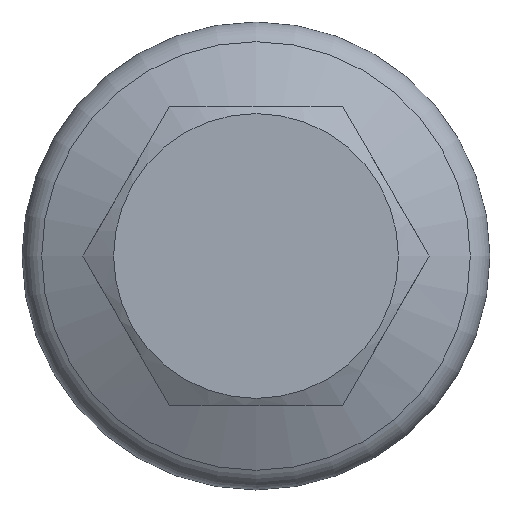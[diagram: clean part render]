
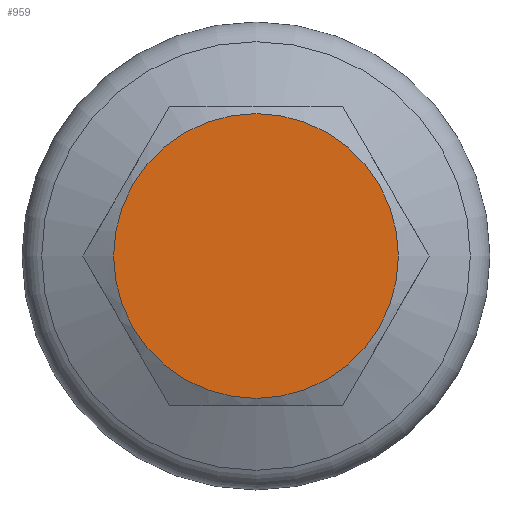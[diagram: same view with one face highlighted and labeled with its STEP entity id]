
A CAD part, front view. The second image highlights one B-rep face of the part: STEP entity #959.
In plain terms, the highlighted planar face has unit normal (0, -1, 0).
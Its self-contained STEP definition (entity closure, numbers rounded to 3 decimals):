
#181 = CONICAL_SURFACE('',#182,11.05,1.047);
#182 = AXIS2_PLACEMENT_3D('',#183,#184,#185);
#183 = CARTESIAN_POINT('',(-6.083,-254.56,
    211.459));
#184 = DIRECTION('',(0.,1.,0.));
#185 = DIRECTION('',(-1.,0.,0.));
#278 = VERTEX_POINT('',#279);
#279 = CARTESIAN_POINT('',(-16.058,-255.18,
    211.459));
#299 = EDGE_CURVE('',#278,#278,#300,.T.);
#300 = SURFACE_CURVE('',#301,(#306,#313),.PCURVE_S1.);
#301 = CIRCLE('',#302,9.975);
#302 = AXIS2_PLACEMENT_3D('',#303,#304,#305);
#303 = CARTESIAN_POINT('',(-6.083,-255.18,
    211.459));
#304 = DIRECTION('',(0.,-1.,0.));
#305 = DIRECTION('',(-1.,0.,0.));
#306 = PCURVE('',#181,#307);
#307 = DEFINITIONAL_REPRESENTATION('',(#308),#312);
#308 = LINE('',#309,#310);
#309 = CARTESIAN_POINT('',(6.283,-0.62));
#310 = VECTOR('',#311,1.);
#311 = DIRECTION('',(-1.,0.));
#312 = ( GEOMETRIC_REPRESENTATION_CONTEXT(2) 
PARAMETRIC_REPRESENTATION_CONTEXT() REPRESENTATION_CONTEXT('2D SPACE',''
  ) );
#313 = PCURVE('',#314,#319);
#314 = PLANE('',#315);
#315 = AXIS2_PLACEMENT_3D('',#316,#317,#318);
#316 = CARTESIAN_POINT('',(-6.083,-255.18,
    211.459));
#317 = DIRECTION('',(0.,1.,0.));
#318 = DIRECTION('',(0.,0.,-1.));
#319 = DEFINITIONAL_REPRESENTATION('',(#320),#328);
#320 = ( BOUNDED_CURVE() B_SPLINE_CURVE(2,(#321,#322,#323,#324,#325,#326
,#327),.UNSPECIFIED.,.T.,.F.) B_SPLINE_CURVE_WITH_KNOTS((1,2,2,2,2,1),(
    -2.094,0.,2.094,4.189,6.283,
8.378),.UNSPECIFIED.) CURVE() GEOMETRIC_REPRESENTATION_ITEM() 
RATIONAL_B_SPLINE_CURVE((1.,0.5,1.,0.5,1.,0.5,1.)) REPRESENTATION_ITEM(
  '') );
#321 = CARTESIAN_POINT('',(0.,9.975));
#322 = CARTESIAN_POINT('',(17.277,9.975));
#323 = CARTESIAN_POINT('',(8.639,-4.988));
#324 = CARTESIAN_POINT('',(0.,-19.95));
#325 = CARTESIAN_POINT('',(-8.639,-4.988));
#326 = CARTESIAN_POINT('',(-17.277,9.975));
#327 = CARTESIAN_POINT('',(0.,9.975));
#328 = ( GEOMETRIC_REPRESENTATION_CONTEXT(2) 
PARAMETRIC_REPRESENTATION_CONTEXT() REPRESENTATION_CONTEXT('2D SPACE',''
  ) );
#959 = ADVANCED_FACE('',(#960),#314,.F.);
#960 = FACE_BOUND('',#961,.T.);
#961 = EDGE_LOOP('',(#962));
#962 = ORIENTED_EDGE('',*,*,#299,.T.);
